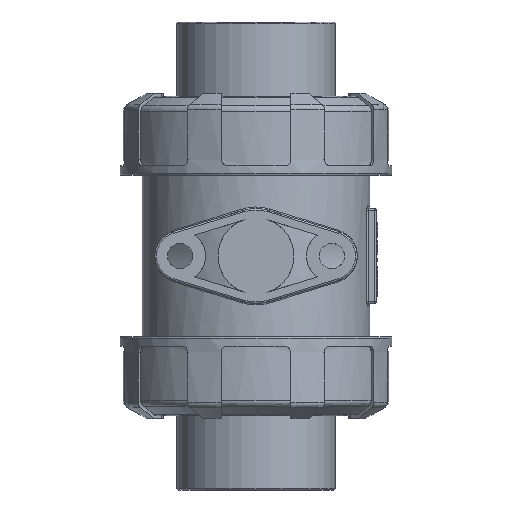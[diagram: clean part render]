
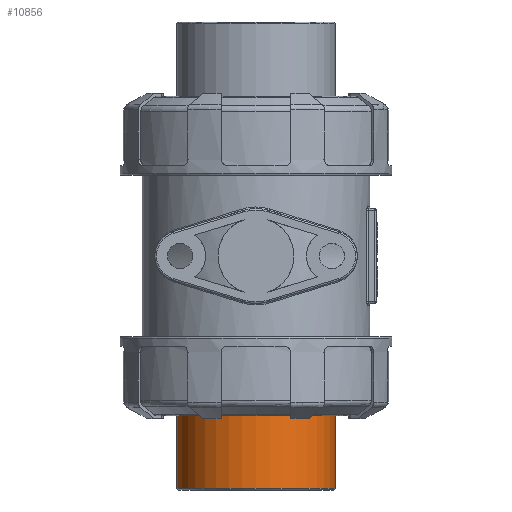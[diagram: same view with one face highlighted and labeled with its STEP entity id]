
A CAD part, front view. The second image highlights one B-rep face of the part: STEP entity #10856.
In plain terms, the highlighted cylindrical face has radius 25 mm (diameter 50 mm), a full revolution.
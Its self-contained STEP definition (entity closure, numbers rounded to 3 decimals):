
#558=CIRCLE('',#11713,25.);
#559=CIRCLE('',#11714,25.);
#561=CIRCLE('',#11718,25.);
#1246=CYLINDRICAL_SURFACE('',#11717,25.);
#1530=FACE_OUTER_BOUND('',#2176,.T.);
#2176=EDGE_LOOP('',(#7564,#7565,#7566,#7567,#7568));
#2875=LINE('',#17883,#3544);
#3544=VECTOR('',#13341,25.);
#4458=VERTEX_POINT('',#17872);
#4459=VERTEX_POINT('',#17874);
#4461=VERTEX_POINT('',#17881);
#5633=EDGE_CURVE('',#4458,#4459,#558,.T.);
#5634=EDGE_CURVE('',#4459,#4458,#559,.T.);
#5636=EDGE_CURVE('',#4461,#4461,#561,.T.);
#5637=EDGE_CURVE('',#4461,#4459,#2875,.T.);
#7564=ORIENTED_EDGE('',*,*,#5636,.F.);
#7565=ORIENTED_EDGE('',*,*,#5637,.T.);
#7566=ORIENTED_EDGE('',*,*,#5633,.F.);
#7567=ORIENTED_EDGE('',*,*,#5634,.F.);
#7568=ORIENTED_EDGE('',*,*,#5637,.F.);
#10856=ADVANCED_FACE('',(#1530),#1246,.T.);
#11713=AXIS2_PLACEMENT_3D('',#17875,#13329,#13330);
#11714=AXIS2_PLACEMENT_3D('',#17876,#13331,#13332);
#11717=AXIS2_PLACEMENT_3D('',#17880,#13337,#13338);
#11718=AXIS2_PLACEMENT_3D('',#17882,#13339,#13340);
#13329=DIRECTION('center_axis',(0.,0.,-1.));
#13330=DIRECTION('ref_axis',(-1.,0.,0.));
#13331=DIRECTION('center_axis',(0.,0.,-1.));
#13332=DIRECTION('ref_axis',(-1.,0.,0.));
#13337=DIRECTION('center_axis',(0.,0.,1.));
#13338=DIRECTION('ref_axis',(1.,0.,0.));
#13339=DIRECTION('center_axis',(0.,0.,1.));
#13340=DIRECTION('ref_axis',(-0.707,0.707,0.));
#13341=DIRECTION('',(0.,0.,-1.));
#17872=CARTESIAN_POINT('',(25.,0.,-73.5));
#17874=CARTESIAN_POINT('',(-25.,0.,-73.5));
#17875=CARTESIAN_POINT('Origin',(0.,0.,-73.5));
#17876=CARTESIAN_POINT('Origin',(0.,0.,-73.5));
#17880=CARTESIAN_POINT('Origin',(0.,0.,0.));
#17881=CARTESIAN_POINT('',(-25.,0.,-42.5));
#17882=CARTESIAN_POINT('Origin',(0.,0.,-42.5));
#17883=CARTESIAN_POINT('',(-25.,0.,0.));
